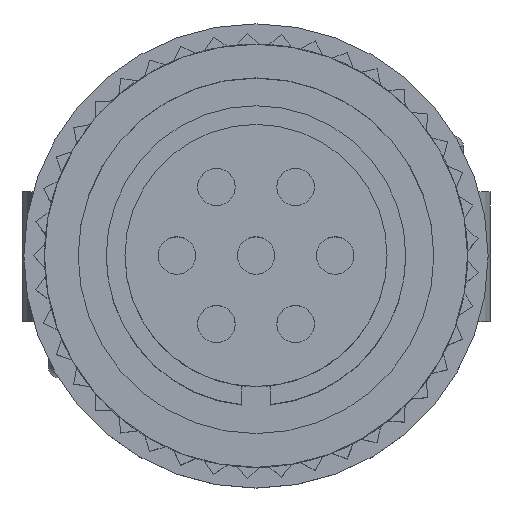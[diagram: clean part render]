
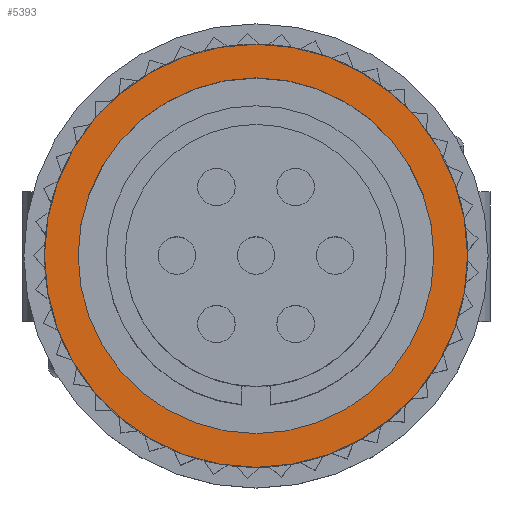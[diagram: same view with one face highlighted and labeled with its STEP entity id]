
A CAD part, top view. The second image highlights one B-rep face of the part: STEP entity #5393.
In plain terms, the highlighted planar face has unit normal (0, 0, 1).
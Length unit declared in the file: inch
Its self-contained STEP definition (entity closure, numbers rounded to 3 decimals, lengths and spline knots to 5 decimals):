
#265 = ORIENTED_EDGE ( 'NONE', *, *, #8343, .F. ) ;
#578 = AXIS2_PLACEMENT_3D ( 'NONE', #5601, #1672, #6269 ) ;
#937 = AXIS2_PLACEMENT_3D ( 'NONE', #5936, #2012, #6609 ) ;
#1056 = CIRCLE ( 'NONE', #578, 0.565 ) ;
#1088 = DIRECTION ( 'NONE',  ( 0., 0., 1. ) ) ;
#1406 = ORIENTED_EDGE ( 'NONE', *, *, #6582, .T. ) ;
#1672 = DIRECTION ( 'NONE',  ( 0., 0., 1. ) ) ;
#1881 = VERTEX_POINT ( 'NONE', #6217 ) ;
#2012 = DIRECTION ( 'NONE',  ( 0., 0., 1. ) ) ;
#2338 = AXIS2_PLACEMENT_3D ( 'NONE', #3272, #7864, #3928 ) ;
#2351 = FACE_OUTER_BOUND ( 'NONE', #7713, .T. ) ;
#2959 = CARTESIAN_POINT ( 'NONE',  ( 0.565, 0., 0.47 ) ) ;
#3102 = EDGE_CURVE ( 'NONE', #8046, #7463, #7819, .T. ) ;
#3222 = VERTEX_POINT ( 'NONE', #4612 ) ;
#3272 = CARTESIAN_POINT ( 'NONE',  ( 0., 0., 0.47 ) ) ;
#3354 = DIRECTION ( 'NONE',  ( 0., 0., 1. ) ) ;
#3702 = EDGE_LOOP ( 'NONE', ( #265, #6592 ) ) ;
#3792 = CIRCLE ( 'NONE', #2338, 0.475 ) ;
#3928 = DIRECTION ( 'NONE',  ( 1., 0., 0. ) ) ;
#4038 = AXIS2_PLACEMENT_3D ( 'NONE', #5016, #1088, #5665 ) ;
#4289 = CIRCLE ( 'NONE', #937, 0.475 ) ;
#4441 = AXIS2_PLACEMENT_3D ( 'NONE', #7297, #3354, #7951 ) ;
#4612 = CARTESIAN_POINT ( 'NONE',  ( 0.475, 0., 0.47 ) ) ;
#4716 = FACE_BOUND ( 'NONE', #3702, .T. ) ;
#5016 = CARTESIAN_POINT ( 'NONE',  ( 0., 0., 0.47 ) ) ;
#5363 = EDGE_CURVE ( 'NONE', #3222, #1881, #4289, .T. ) ;
#5393 = ADVANCED_FACE ( 'NONE', ( #2351, #4716 ), #5963, .T. ) ;
#5500 = ORIENTED_EDGE ( 'NONE', *, *, #3102, .T. ) ;
#5601 = CARTESIAN_POINT ( 'NONE',  ( 0., 0., 0.47 ) ) ;
#5665 = DIRECTION ( 'NONE',  ( 1., 0., 0. ) ) ;
#5936 = CARTESIAN_POINT ( 'NONE',  ( 0., 0., 0.47 ) ) ;
#5963 = PLANE ( 'NONE',  #4441 ) ;
#6217 = CARTESIAN_POINT ( 'NONE',  ( -0.475, 0., 0.47 ) ) ;
#6269 = DIRECTION ( 'NONE',  ( 1., 0., 0. ) ) ;
#6582 = EDGE_CURVE ( 'NONE', #7463, #8046, #1056, .T. ) ;
#6592 = ORIENTED_EDGE ( 'NONE', *, *, #5363, .F. ) ;
#6609 = DIRECTION ( 'NONE',  ( 1., 0., 0. ) ) ;
#7297 = CARTESIAN_POINT ( 'NONE',  ( 0., 0., 0.47 ) ) ;
#7463 = VERTEX_POINT ( 'NONE', #7977 ) ;
#7713 = EDGE_LOOP ( 'NONE', ( #1406, #5500 ) ) ;
#7819 = CIRCLE ( 'NONE', #4038, 0.565 ) ;
#7864 = DIRECTION ( 'NONE',  ( 0., 0., 1. ) ) ;
#7951 = DIRECTION ( 'NONE',  ( 1., 0., 0. ) ) ;
#7977 = CARTESIAN_POINT ( 'NONE',  ( -0.565, 0., 0.47 ) ) ;
#8046 = VERTEX_POINT ( 'NONE', #2959 ) ;
#8343 = EDGE_CURVE ( 'NONE', #1881, #3222, #3792, .T. ) ;
